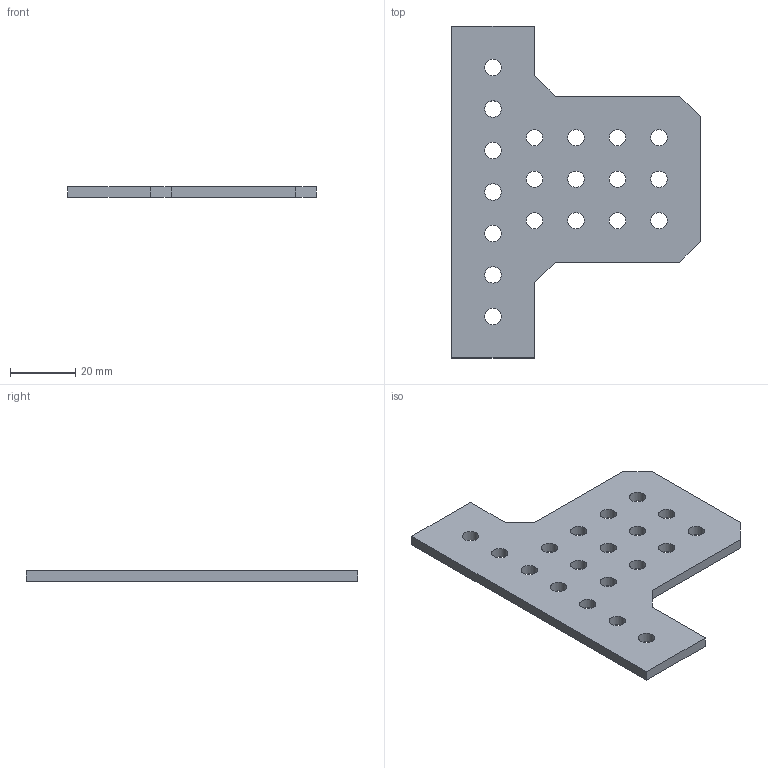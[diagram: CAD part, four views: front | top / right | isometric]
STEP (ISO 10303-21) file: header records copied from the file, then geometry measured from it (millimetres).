
FILE_DESCRIPTION(/* description */ (''),/* implementation_level */ '2;1');
FILE_NAME(/* name */ 'Custom-Underside-L-Gusset.stp',/* time_stamp */ '2024-02-17T12:36:26-05:00',/* author */ ('rohan'),/* organization */ (''),/* preprocessor_version */ 'ST-DEVELOPER v20',/* originating_system */ 'Autodesk Inventor 2024',/* authorisation */ '');
FILE_SCHEMA (('AUTOMOTIVE_DESIGN { 1 0 10303 214 3 1 1 }'));
Length unit declared in the file: inch
Products named in the file (1): Custom-Underside-L-Gusset
Bounding box: 76.2 x 101.6 x 3.17 mm (x, y, z)
Volume: 15212.8 mm3; surface area: 11608.1 mm2
Topology: 1 solids, 1 shells, 33 faces, 93 edges, 62 vertices
Faces by surface type: cylinder 19, plane 14
Full cylindrical faces by diameter (mm): 4.978 x19
Entity records: 1248 total; most frequent: DIRECTION 199, CARTESIAN_POINT 189, ORIENTED_EDGE 186, EDGE_CURVE 93, AXIS2_PLACEMENT_3D 72, EDGE_LOOP 71, VERTEX_POINT 62, LINE 55
